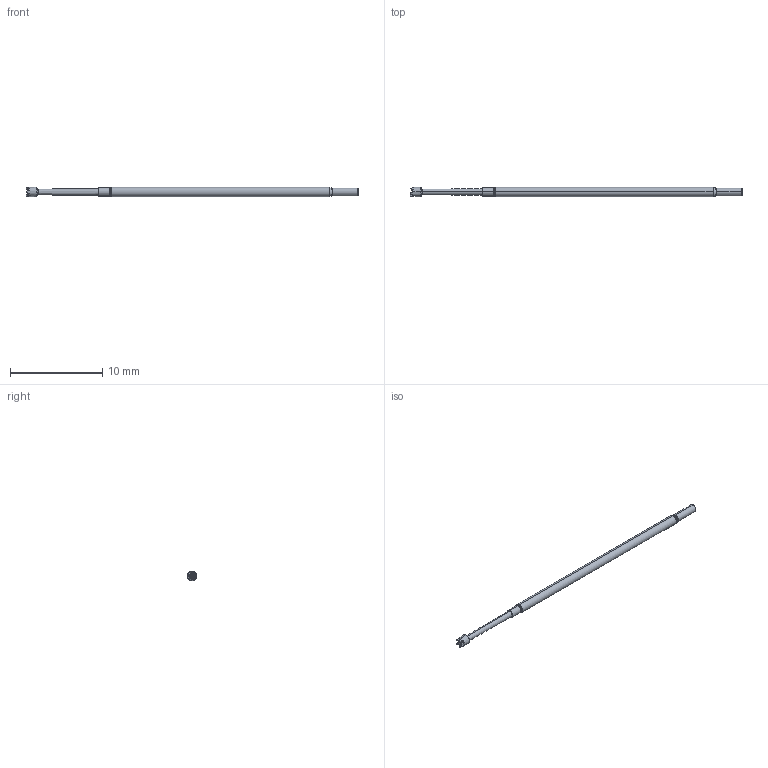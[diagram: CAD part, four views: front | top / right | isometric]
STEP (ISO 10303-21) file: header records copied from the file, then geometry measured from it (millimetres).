
FILE_DESCRIPTION (( 'STEP AP214' ), '1' );
FILE_NAME ('X50-PRP2555_-_.STEP', '2017-11-01T15:19:34', ( '' ), ( '' ), 'SwSTEP 2.0', 'SolidWorks 2017', '' );
FILE_SCHEMA (( 'AUTOMOTIVE_DESIGN' ));
Length unit declared in the file: inch
Products named in the file (1): X50-PRP2555_-_
Bounding box: 36.07 x 1.07 x 1.07 mm (x, y, z)
Volume: 25.2 mm3; surface area: 108 mm2
Topology: 1 solids, 1 shells, 115 faces, 255 edges, 143 vertices
Faces by surface type: bspline 80, cone 14, torus 8, plane 7, cylinder 6
Entity records: 17596 total; most frequent: CARTESIAN_POINT 15364, ORIENTED_EDGE 510, EDGE_CURVE 255, B_SPLINE_CURVE_WITH_KNOTS 192, DIRECTION 178, VERTEX_POINT 143, EDGE_LOOP 116, FACE_OUTER_BOUND 115
